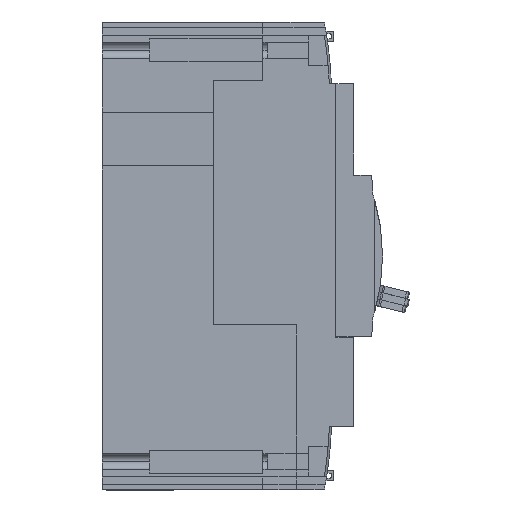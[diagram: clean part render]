
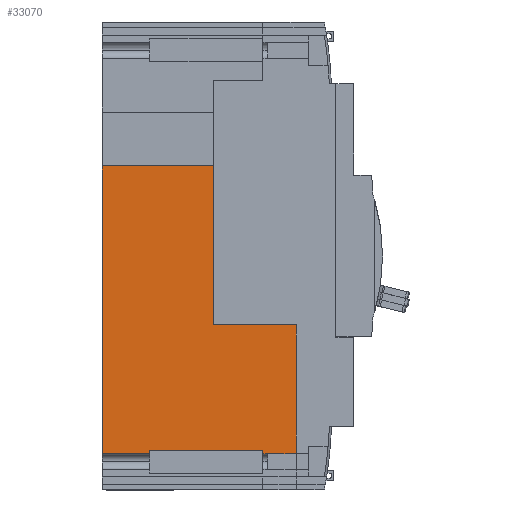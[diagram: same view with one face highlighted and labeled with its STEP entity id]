
A CAD part, left-side view. The second image highlights one B-rep face of the part: STEP entity #33070.
In plain terms, the highlighted planar face has unit normal (-1, 0, 0).
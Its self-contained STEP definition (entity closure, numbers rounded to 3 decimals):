
#14396=EDGE_CURVE('',#22414,#27056,#41255,.T.);
#14904=EDGE_CURVE('',#17164,#21676,#41807,.T.);
#16050=EDGE_CURVE('',#28846,#38084,#43054,.T.);
#16542=EDGE_CURVE('',#38084,#32470,#43587,.T.);
#17164=VERTEX_POINT('',#44277);
#21316=EDGE_CURVE('',#21676,#23204,#48824,.T.);
#21676=VERTEX_POINT('',#49212);
#22414=VERTEX_POINT('',#50009);
#23050=VERTEX_POINT('',#50728);
#23204=VERTEX_POINT('',#50898);
#24812=VERTEX_POINT('',#52650);
#24976=VERTEX_POINT('',#52825);
#25826=VERTEX_POINT('',#53744);
#26986=EDGE_CURVE('',#34382,#24976,#55003,.T.);
#27056=VERTEX_POINT('',#55081);
#27200=VERTEX_POINT('',#55235);
#27400=EDGE_CURVE('',#32470,#24976,#55449,.T.);
#28026=EDGE_CURVE('',#27056,#24812,#56121,.T.);
#28846=VERTEX_POINT('',#57009);
#29594=EDGE_CURVE('',#24812,#23050,#57814,.T.);
#31236=EDGE_CURVE('',#23204,#25826,#59607,.T.);
#31746=EDGE_CURVE('',#23050,#28846,#60165,.T.);
#32470=VERTEX_POINT('',#60937);
#32970=EDGE_CURVE('',#17164,#27200,#61486,.T.);
#33070=ADVANCED_FACE('',(#61592),#61593,.F.);
#34382=VERTEX_POINT('',#63029);
#35826=EDGE_CURVE('',#25826,#34382,#64597,.T.);
#37138=EDGE_CURVE('',#22414,#27200,#66014,.T.);
#38084=VERTEX_POINT('',#67035);
#41255=LINE('',#70822,#70823);
#41807=LINE('',#71641,#71642);
#43054=LINE('',#73486,#73487);
#43587=LINE('',#74275,#74276);
#44277=CARTESIAN_POINT('',(-38.05,-31.0,25.05));
#48824=LINE('',#81893,#81894);
#49212=CARTESIAN_POINT('',(-38.05,-31.0,-19.0));
#50009=CARTESIAN_POINT('',(-38.05,0.0,-55.071));
#50728=CARTESIAN_POINT('',(-38.05,-44.65,-54.0));
#50898=CARTESIAN_POINT('',(-38.05,-54.0,-19.0));
#52650=CARTESIAN_POINT('',(-38.05,-13.2,-54.0));
#52825=CARTESIAN_POINT('',(-38.05,-54.0,-55.));
#53744=CARTESIAN_POINT('',(-38.05,-54.0,-22.6));
#55003=LINE('',#91089,#91090);
#55081=CARTESIAN_POINT('',(-38.05,-13.2,-55.071));
#55235=CARTESIAN_POINT('',(-38.05,0.0,25.05));
#55449=LINE('',#91767,#91768);
#56121=LINE('',#92789,#92790);
#57009=CARTESIAN_POINT('',(-38.05,-44.65,-55.071));
#57814=LINE('',#95378,#95379);
#59607=LINE('',#97983,#97984);
#60165=LINE('',#98822,#98823);
#60937=CARTESIAN_POINT('',(-38.05,-46.0,-55.));
#61486=LINE('',#100733,#100734);
#61592=FACE_OUTER_BOUND('',#100886,.T.);
#61593=PLANE('',#100887);
#63029=CARTESIAN_POINT('',(-38.05,-54.0,-47.5));
#64597=LINE('',#105195,#105196);
#66014=LINE('',#107267,#107268);
#67035=CARTESIAN_POINT('',(-38.05,-46.0,-55.071));
#70822=CARTESIAN_POINT('',(-38.05,-6.6,-55.071));
#70823=VECTOR('',#113286,1.0);
#71641=CARTESIAN_POINT('',(-38.05,-31.0,-19.0));
#71642=VECTOR('',#113872,1.0);
#73486=CARTESIAN_POINT('',(-38.05,-45.325,-55.071));
#73487=VECTOR('',#115165,1.0);
#74275=CARTESIAN_POINT('',(-38.05,-46.0,-29.11));
#74276=VECTOR('',#115674,1.0);
#81893=CARTESIAN_POINT('',(-38.05,-54.0,-19.0));
#81894=VECTOR('',#121463,1.0);
#91089=CARTESIAN_POINT('',(-38.05,-54.0,-65.0));
#91090=VECTOR('',#128107,1.0);
#91767=CARTESIAN_POINT('',(-38.05,-34.704,-55.));
#91768=VECTOR('',#128511,1.0);
#92789=CARTESIAN_POINT('',(-38.05,-13.2,-29.11));
#92790=VECTOR('',#129168,1.0);
#95378=CARTESIAN_POINT('',(-38.05,-18.304,-54.0));
#95379=VECTOR('',#130906,1.0);
#97983=CARTESIAN_POINT('',(-38.05,-54.0,-65.0));
#97984=VECTOR('',#132943,1.0);
#98822=CARTESIAN_POINT('',(-38.05,-44.65,-29.11));
#98823=VECTOR('',#133511,1.0);
#100733=CARTESIAN_POINT('',(-38.05,-27.204,25.05));
#100734=VECTOR('',#134784,1.0);
#100886=EDGE_LOOP('',(#134862,#134863,#134864,#134865,#134866,#134867,#134868,#134869,#134870,#134871,#134872,#134873,#134874,#134875));
#100887=AXIS2_PLACEMENT_3D('',#134876,#134877,#134878);
#105195=CARTESIAN_POINT('',(-38.05,-54.0,-65.0));
#105196=VECTOR('',#137976,1.0);
#107267=CARTESIAN_POINT('',(-38.05,0.0,65.0));
#107268=VECTOR('',#139417,1.0);
#113286=DIRECTION('',(0.0,-1.0,0.0));
#113872=DIRECTION('',(-0.0,-0.0,-1.0));
#115165=DIRECTION('',(0.0,-1.0,0.0));
#115674=DIRECTION('',(-0.0,0.0,1.0));
#121463=DIRECTION('',(-0.0,-1.0,-0.0));
#128107=DIRECTION('',(-0.0,-0.0,-1.0));
#128511=DIRECTION('',(0.0,-1.0,0.0));
#129168=DIRECTION('',(-0.0,0.0,1.0));
#130906=DIRECTION('',(0.0,-1.0,0.0));
#132943=DIRECTION('',(-0.0,-0.0,-1.0));
#133511=DIRECTION('',(0.0,0.0,-1.0));
#134784=DIRECTION('',(0.0,1.0,0.0));
#134862=ORIENTED_EDGE('',*,*,#32970,.T.);
#134863=ORIENTED_EDGE('',*,*,#37138,.F.);
#134864=ORIENTED_EDGE('',*,*,#14396,.T.);
#134865=ORIENTED_EDGE('',*,*,#28026,.T.);
#134866=ORIENTED_EDGE('',*,*,#29594,.T.);
#134867=ORIENTED_EDGE('',*,*,#31746,.T.);
#134868=ORIENTED_EDGE('',*,*,#16050,.T.);
#134869=ORIENTED_EDGE('',*,*,#16542,.T.);
#134870=ORIENTED_EDGE('',*,*,#27400,.T.);
#134871=ORIENTED_EDGE('',*,*,#26986,.F.);
#134872=ORIENTED_EDGE('',*,*,#35826,.F.);
#134873=ORIENTED_EDGE('',*,*,#31236,.F.);
#134874=ORIENTED_EDGE('',*,*,#21316,.F.);
#134875=ORIENTED_EDGE('',*,*,#14904,.F.);
#134876=CARTESIAN_POINT('',(-38.05,-23.409,-0.969));
#134877=DIRECTION('',(1.0,0.0,0.0));
#134878=DIRECTION('',(0.0,1.0,0.0));
#137976=DIRECTION('',(-0.0,-0.0,-1.0));
#139417=DIRECTION('',(0.0,0.0,1.0));
